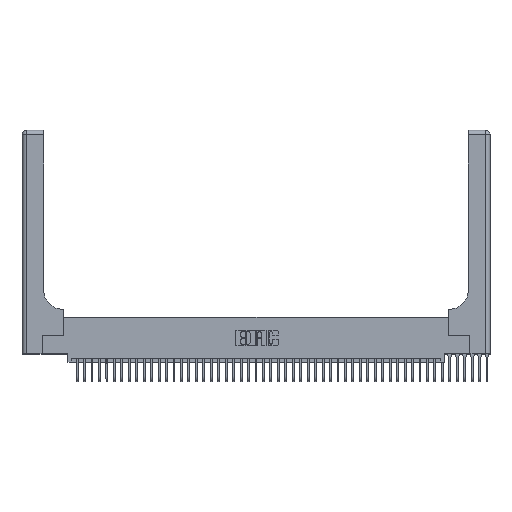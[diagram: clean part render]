
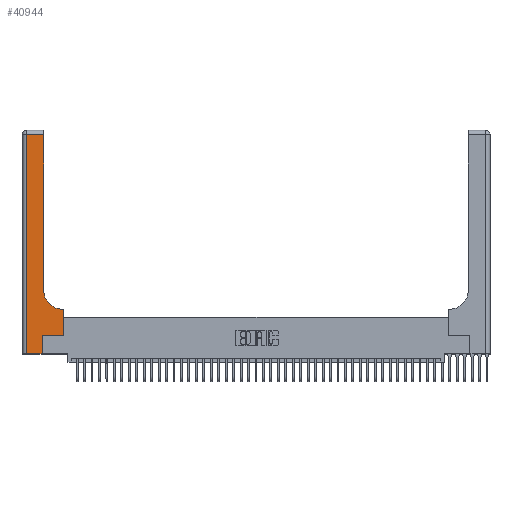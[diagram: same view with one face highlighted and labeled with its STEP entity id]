
A CAD part, top view. The second image highlights one B-rep face of the part: STEP entity #40944.
In plain terms, the highlighted planar face has unit normal (0, 0, 1).
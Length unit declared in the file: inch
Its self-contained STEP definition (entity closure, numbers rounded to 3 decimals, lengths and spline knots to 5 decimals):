
#302 = DIRECTION ( 'NONE',  ( -1., 0., 0. ) ) ;
#1097 = EDGE_CURVE ( 'NONE', #16988, #8900, #14436, .T. ) ;
#1803 = ORIENTED_EDGE ( 'NONE', *, *, #28590, .T. ) ;
#2024 = CARTESIAN_POINT ( 'NONE',  ( 0.06, 2.94, 0.37 ) ) ;
#2592 = VERTEX_POINT ( 'NONE', #21163 ) ;
#2934 = EDGE_CURVE ( 'NONE', #27941, #3754, #15243, .T. ) ;
#3059 = DIRECTION ( 'NONE',  ( -1., 0., 0. ) ) ;
#3116 = FACE_OUTER_BOUND ( 'NONE', #6889, .T. ) ;
#3267 = CARTESIAN_POINT ( 'NONE',  ( 0.5415, 0.85, 0.37 ) ) ;
#3754 = VERTEX_POINT ( 'NONE', #7836 ) ;
#3937 = DIRECTION ( 'NONE',  ( 0., -1., 0. ) ) ;
#4838 = ORIENTED_EDGE ( 'NONE', *, *, #1097, .T. ) ;
#5310 = VECTOR ( 'NONE', #3059, 39.37008 ) ;
#6473 = DIRECTION ( 'NONE',  ( 1., 0., 0. ) ) ;
#6827 = LINE ( 'NONE', #8708, #15379 ) ;
#6889 = EDGE_LOOP ( 'NONE', ( #1803, #21965, #18408, #11854, #31056, #34049, #4838, #32575, #35546 ) ) ;
#6973 = LINE ( 'NONE', #21341, #40111 ) ;
#7713 = VECTOR ( 'NONE', #3937, 39.37008 ) ;
#7836 = CARTESIAN_POINT ( 'NONE',  ( 0.06, 0., 0.37 ) ) ;
#8027 = CIRCLE ( 'NONE', #14135, 0.25 ) ;
#8708 = CARTESIAN_POINT ( 'NONE',  ( 0.2915, 3., 0.37 ) ) ;
#8900 = VERTEX_POINT ( 'NONE', #14071 ) ;
#10385 = DIRECTION ( 'NONE',  ( 0., 1., 0. ) ) ;
#10398 = CARTESIAN_POINT ( 'NONE',  ( 0.06, 3., 0.37 ) ) ;
#11539 = EDGE_CURVE ( 'NONE', #16073, #27941, #6973, .T. ) ;
#11854 = ORIENTED_EDGE ( 'NONE', *, *, #30038, .T. ) ;
#14071 = CARTESIAN_POINT ( 'NONE',  ( 0.5585, 0.6, 0.37 ) ) ;
#14135 = AXIS2_PLACEMENT_3D ( 'NONE', #3267, #25811, #6473 ) ;
#14436 = LINE ( 'NONE', #32244, #21040 ) ;
#15243 = LINE ( 'NONE', #10398, #7713 ) ;
#15379 = VECTOR ( 'NONE', #28012, 39.37008 ) ;
#15883 = LINE ( 'NONE', #36094, #32051 ) ;
#16073 = VERTEX_POINT ( 'NONE', #35562 ) ;
#16300 = PLANE ( 'NONE',  #38191 ) ;
#16988 = VERTEX_POINT ( 'NONE', #31335 ) ;
#17513 = EDGE_CURVE ( 'NONE', #17950, #2592, #15883, .T. ) ;
#17950 = VERTEX_POINT ( 'NONE', #21933 ) ;
#18408 = ORIENTED_EDGE ( 'NONE', *, *, #2934, .T. ) ;
#19585 = DIRECTION ( 'NONE',  ( 0., 0., -1. ) ) ;
#20194 = VERTEX_POINT ( 'NONE', #25981 ) ;
#20492 = CARTESIAN_POINT ( 'NONE',  ( 0.269, 0.25, 0.37 ) ) ;
#21040 = VECTOR ( 'NONE', #35431, 39.37008 ) ;
#21163 = CARTESIAN_POINT ( 'NONE',  ( 0.269, 0.25, 0.37 ) ) ;
#21341 = CARTESIAN_POINT ( 'NONE',  ( 0., 2.94, 0.37 ) ) ;
#21933 = CARTESIAN_POINT ( 'NONE',  ( 0.269, 0., 0.37 ) ) ;
#21965 = ORIENTED_EDGE ( 'NONE', *, *, #11539, .T. ) ;
#22191 = DIRECTION ( 'NONE',  ( 1., 0., 0. ) ) ;
#23496 = LINE ( 'NONE', #35129, #5310 ) ;
#24952 = VECTOR ( 'NONE', #22191, 39.37008 ) ;
#25811 = DIRECTION ( 'NONE',  ( 0., 0., -1. ) ) ;
#25981 = CARTESIAN_POINT ( 'NONE',  ( 0.5415, 0.6, 0.37 ) ) ;
#26417 = CARTESIAN_POINT ( 'NONE',  ( 0.2915, 0.85, 0.37 ) ) ;
#27941 = VERTEX_POINT ( 'NONE', #2024 ) ;
#28012 = DIRECTION ( 'NONE',  ( 0., 1., 0. ) ) ;
#28590 = EDGE_CURVE ( 'NONE', #39711, #16073, #6827, .T. ) ;
#29428 = EDGE_CURVE ( 'NONE', #8900, #20194, #23496, .T. ) ;
#30038 = EDGE_CURVE ( 'NONE', #3754, #17950, #34480, .T. ) ;
#30225 = DIRECTION ( 'NONE',  ( 1., 0., 0. ) ) ;
#31056 = ORIENTED_EDGE ( 'NONE', *, *, #17513, .T. ) ;
#31335 = CARTESIAN_POINT ( 'NONE',  ( 0.5585, 0.25, 0.37 ) ) ;
#31621 = VECTOR ( 'NONE', #30225, 39.37008 ) ;
#32051 = VECTOR ( 'NONE', #10385, 39.37008 ) ;
#32244 = CARTESIAN_POINT ( 'NONE',  ( 0.5585, 0.25, 0.37 ) ) ;
#32575 = ORIENTED_EDGE ( 'NONE', *, *, #29428, .T. ) ;
#34049 = ORIENTED_EDGE ( 'NONE', *, *, #37573, .T. ) ;
#34480 = LINE ( 'NONE', #38098, #24952 ) ;
#35129 = CARTESIAN_POINT ( 'NONE',  ( 0.2915, 0.6, 0.37 ) ) ;
#35431 = DIRECTION ( 'NONE',  ( 0., 1., 0. ) ) ;
#35546 = ORIENTED_EDGE ( 'NONE', *, *, #36043, .T. ) ;
#35562 = CARTESIAN_POINT ( 'NONE',  ( 0.2915, 2.94, 0.37 ) ) ;
#35584 = CARTESIAN_POINT ( 'NONE',  ( 0., 3., 0.37 ) ) ;
#36043 = EDGE_CURVE ( 'NONE', #20194, #39711, #8027, .T. ) ;
#36094 = CARTESIAN_POINT ( 'NONE',  ( 0.269, 0., 0.37 ) ) ;
#37414 = DIRECTION ( 'NONE',  ( -1., 0., 0. ) ) ;
#37573 = EDGE_CURVE ( 'NONE', #2592, #16988, #40027, .T. ) ;
#38098 = CARTESIAN_POINT ( 'NONE',  ( 0., 0., 0.37 ) ) ;
#38191 = AXIS2_PLACEMENT_3D ( 'NONE', #35584, #19585, #302 ) ;
#39711 = VERTEX_POINT ( 'NONE', #26417 ) ;
#40027 = LINE ( 'NONE', #20492, #31621 ) ;
#40111 = VECTOR ( 'NONE', #37414, 39.37008 ) ;
#40944 = ADVANCED_FACE ( 'NONE', ( #3116 ), #16300, .F. ) ;
